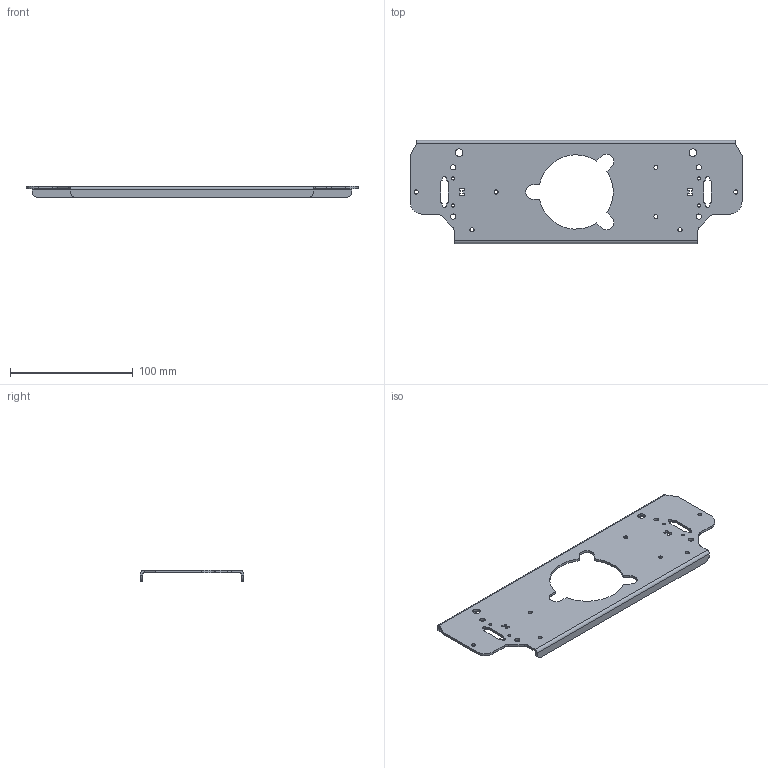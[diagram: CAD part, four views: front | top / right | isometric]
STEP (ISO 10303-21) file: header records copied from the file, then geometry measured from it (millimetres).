
FILE_DESCRIPTION(/* description */ (''),/* implementation_level */ '2;1');
FILE_NAME(/* name */ 'M0002_TOP CHASSIS_R3.step',/* time_stamp */ '2024-01-30T17:21:48+09:00',/* author */ (''),/* organization */ (''),/* preprocessor_version */ 'ST-DEVELOPER v20',/* originating_system */ 'Autodesk Translation Framework v12.14.0.127',/* authorisation */ '');
FILE_SCHEMA (('AUTOMOTIVE_DESIGN { 1 0 10303 214 3 1 1 }'));
Length unit declared in the file: millimetre
Products named in the file (1): top chassis
Bounding box: 270 x 84 x 9 mm (x, y, z)
Volume: 40325 mm3; surface area: 42907.3 mm2
Topology: 1 solids, 1 shells, 119 faces, 351 edges, 234 vertices
Faces by surface type: cylinder 65, plane 54
Full cylindrical faces by diameter (mm): 2.529 x4, 3.332 x7, 4.2 x4, 6.1 x2
Entity records: 4136 total; most frequent: DIRECTION 721, CARTESIAN_POINT 705, ORIENTED_EDGE 702, EDGE_CURVE 351, AXIS2_PLACEMENT_3D 250, VERTEX_POINT 234, LINE 221, VECTOR 221
